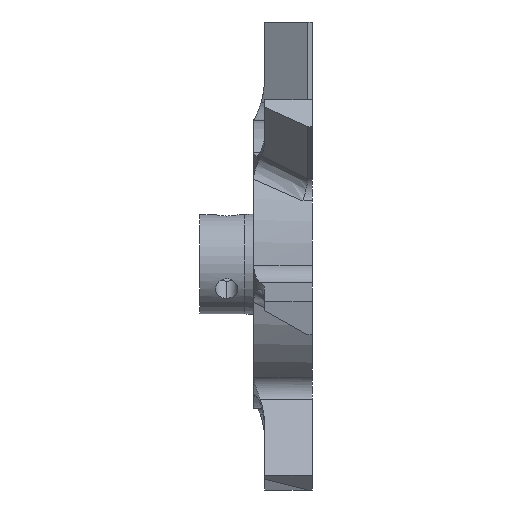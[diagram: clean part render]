
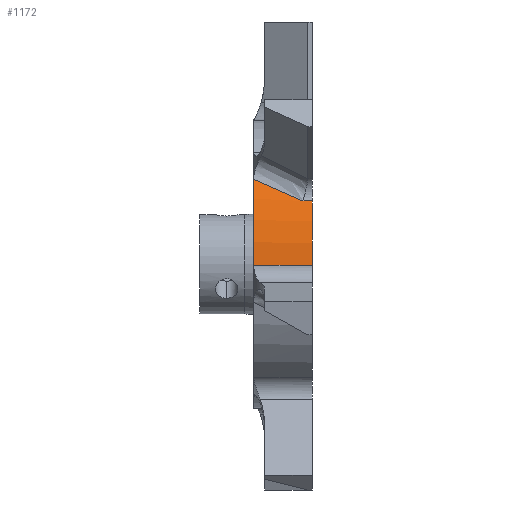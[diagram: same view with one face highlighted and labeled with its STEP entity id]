
A CAD part, left-side view. The second image highlights one B-rep face of the part: STEP entity #1172.
In plain terms, the highlighted cylindrical face has radius 16 mm (diameter 32 mm), a partial arc.
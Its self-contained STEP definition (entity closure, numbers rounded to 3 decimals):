
#19 = VECTOR ( 'NONE', #1807, 1000. ) ;
#205 = AXIS2_PLACEMENT_3D ( 'NONE', #971, #702, #2827 ) ;
#213 = CARTESIAN_POINT ( 'NONE',  ( -12.912, 2.5, 9.449 ) ) ;
#409 = CIRCLE ( 'NONE', #1584, 16. ) ;
#413 = CARTESIAN_POINT ( 'NONE',  ( -16., 2.5, -0.096 ) ) ;
#525 = ORIENTED_EDGE ( 'NONE', *, *, #581, .T. ) ;
#581 = EDGE_CURVE ( 'NONE', #820, #1808, #2578, .T. ) ;
#646 = CARTESIAN_POINT ( 'NONE',  ( 0., -4., 0. ) ) ;
#702 = DIRECTION ( 'NONE',  ( 0., -1., 0. ) ) ;
#815 = CARTESIAN_POINT ( 'NONE',  ( -16., -4., -0.096 ) ) ;
#820 = VERTEX_POINT ( 'NONE', #2484 ) ;
#852 = VECTOR ( 'NONE', #2524, 1000. ) ;
#905 = CARTESIAN_POINT ( 'NONE',  ( -13.958, -1.166, 7.878 ) ) ;
#916 = DIRECTION ( 'NONE',  ( 0., 0., -1. ) ) ;
#971 = CARTESIAN_POINT ( 'NONE',  ( 0., 3., 0. ) ) ;
#1055 = CYLINDRICAL_SURFACE ( 'NONE', #205, 16. ) ;
#1172 = ADVANCED_FACE ( 'NONE', ( #2454 ), #1055, .T. ) ;
#1173 = CARTESIAN_POINT ( 'NONE',  ( -12.912, 2.5, 9.449 ) ) ;
#1233 = VERTEX_POINT ( 'NONE', #2041 ) ;
#1339 = ORIENTED_EDGE ( 'NONE', *, *, #3043, .F. ) ;
#1353 = CARTESIAN_POINT ( 'NONE',  ( 0., 2.5, 0. ) ) ;
#1430 = LINE ( 'NONE', #1536, #19 ) ;
#1466 = CARTESIAN_POINT ( 'NONE',  ( -14.374, 3., 7.029 ) ) ;
#1536 = CARTESIAN_POINT ( 'NONE',  ( -16., 3., -0.096 ) ) ;
#1584 = AXIS2_PLACEMENT_3D ( 'NONE', #646, #2498, #916 ) ;
#1592 = ORIENTED_EDGE ( 'NONE', *, *, #2904, .F. ) ;
#1611 = VERTEX_POINT ( 'NONE', #413 ) ;
#1619 = DIRECTION ( 'NONE',  ( 0., 0., 1. ) ) ;
#1807 = DIRECTION ( 'NONE',  ( 0., -1., 0. ) ) ;
#1808 = VERTEX_POINT ( 'NONE', #213 ) ;
#1893 = EDGE_CURVE ( 'NONE', #1233, #820, #2971, .T. ) ;
#1945 = EDGE_CURVE ( 'NONE', #1611, #2254, #1430, .T. ) ;
#2041 = CARTESIAN_POINT ( 'NONE',  ( -14.374, -4., 7.029 ) ) ;
#2121 = ORIENTED_EDGE ( 'NONE', *, *, #1945, .T. ) ;
#2245 = CIRCLE ( 'NONE', #2898, 16. ) ;
#2254 = VERTEX_POINT ( 'NONE', #815 ) ;
#2454 = FACE_OUTER_BOUND ( 'NONE', #2940, .T. ) ;
#2484 = CARTESIAN_POINT ( 'NONE',  ( -14.374, -2.964, 7.029 ) ) ;
#2490 = CARTESIAN_POINT ( 'NONE',  ( -13.47, 0.66, 8.687 ) ) ;
#2498 = DIRECTION ( 'NONE',  ( 0., -1., 0. ) ) ;
#2524 = DIRECTION ( 'NONE',  ( 0., 1., 0. ) ) ;
#2578 =( BOUNDED_CURVE ( )  B_SPLINE_CURVE ( 3, ( #2765, #905, #2490, #1173 ),
 .UNSPECIFIED., .F., .F. ) 
 B_SPLINE_CURVE_WITH_KNOTS ( ( 4, 4 ),
 ( 1.352, 1.529 ),
 .UNSPECIFIED. ) 
 CURVE ( )  GEOMETRIC_REPRESENTATION_ITEM ( )  RATIONAL_B_SPLINE_CURVE ( ( 1., 0.997, 0.997, 1. ) ) 
 REPRESENTATION_ITEM ( '' )  );
#2742 = ORIENTED_EDGE ( 'NONE', *, *, #1893, .T. ) ;
#2765 = CARTESIAN_POINT ( 'NONE',  ( -14.374, -2.964, 7.029 ) ) ;
#2827 = DIRECTION ( 'NONE',  ( 0., 0., -1. ) ) ;
#2898 = AXIS2_PLACEMENT_3D ( 'NONE', #1353, #3216, #1619 ) ;
#2904 = EDGE_CURVE ( 'NONE', #1611, #1808, #2245, .T. ) ;
#2940 = EDGE_LOOP ( 'NONE', ( #1339, #2742, #525, #1592, #2121 ) ) ;
#2971 = LINE ( 'NONE', #1466, #852 ) ;
#3043 = EDGE_CURVE ( 'NONE', #1233, #2254, #409, .T. ) ;
#3216 = DIRECTION ( 'NONE',  ( 0., 1., 0. ) ) ;
